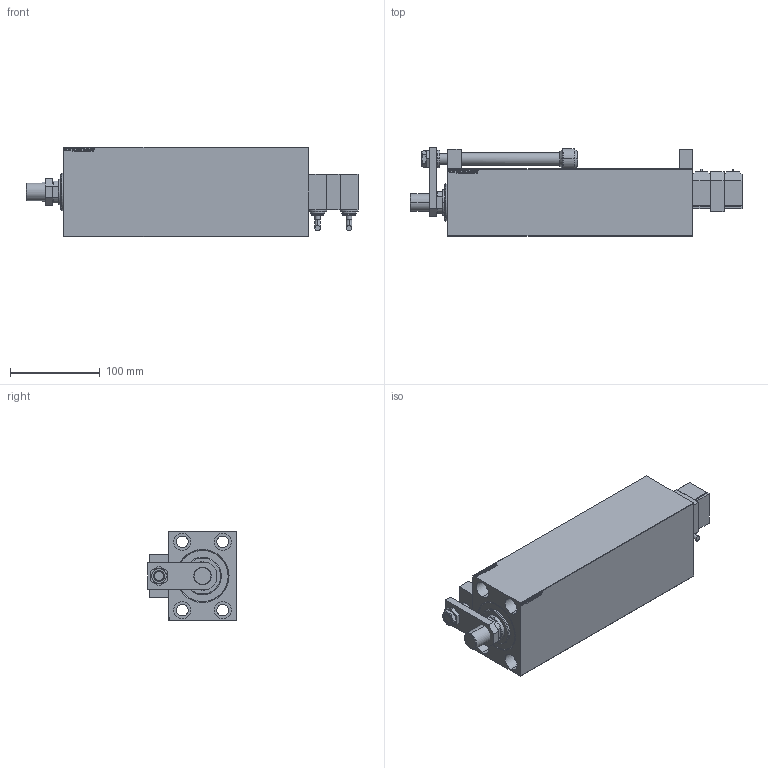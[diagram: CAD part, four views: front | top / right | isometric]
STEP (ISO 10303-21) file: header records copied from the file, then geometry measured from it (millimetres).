
FILE_DESCRIPTION (( 'STEP AP203' ), '1' );
FILE_NAME ('a0ad.STEP', '2023-07-10T04:11:20', ( '' ), ( '' ), 'SwSTEP 2.0', 'SolidWorks 2019', '' );
FILE_SCHEMA (( 'CONFIG_CONTROL_DESIGN' ));
Length unit declared in the file: millimetre
Products named in the file (14): V450CM_C_Body 0ccfa28f7fc0fd49cb3d585891e308a9; TYC_P 0ccfa28f7fc0fd49cb3d585891e308a9; SWITCH_P_FRONT_BACK 0ccfa28f7fc0fd49cb3d585891e308a9; NUT_D16 0ccfa28f7fc0fd49cb3d585891e308a9; MIDDLE 0ccfa28f7fc0fd49cb3d585891e308a9; KROUZEK_PRO_TYC 0ccfa28f7fc0fd49cb3d585891e308a9; a0ad; V450CM_C_VCP 0ccfa28f7fc0fd49cb3d585891e308a9; SWITCH P 0ccfa28f7fc0fd49cb3d585891e308a9; SWITCH DIM W_B 0ccfa28f7fc0fd49cb3d585891e308a9; V450CM_VC_B 0ccfa28f7fc0fd49cb3d585891e308a9; ZARAZKA_P 0ccfa28f7fc0fd49cb3d585891e308a9; NUT_D19_P 0ccfa28f7fc0fd49cb3d585891e308a9; V450CM_MALE_METRIC 0ccfa28f7fc0fd49cb3d585891e308a9
Assembly tree (15 placements, depth 2):
  a0ad
    V450CM_C_Body 0ccfa28f7fc0fd49cb3d585891e308a9
    V450CM_C_VCP 0ccfa28f7fc0fd49cb3d585891e308a9
    V450CM_VC_B 0ccfa28f7fc0fd49cb3d585891e308a9
    V450CM_MALE_METRIC 0ccfa28f7fc0fd49cb3d585891e308a9
    SWITCH DIM W_B 0ccfa28f7fc0fd49cb3d585891e308a9
    SWITCH P 0ccfa28f7fc0fd49cb3d585891e308a9  x2
    SWITCH_P_FRONT_BACK 0ccfa28f7fc0fd49cb3d585891e308a9  x2
    TYC_P 0ccfa28f7fc0fd49cb3d585891e308a9
    ZARAZKA_P 0ccfa28f7fc0fd49cb3d585891e308a9
    KROUZEK_PRO_TYC 0ccfa28f7fc0fd49cb3d585891e308a9
    MIDDLE 0ccfa28f7fc0fd49cb3d585891e308a9
    NUT_D16 0ccfa28f7fc0fd49cb3d585891e308a9
    NUT_D19_P 0ccfa28f7fc0fd49cb3d585891e308a9
Bounding box: 370 x 98.5 x 100 mm (x, y, z)
Volume: 1787061.6 mm3; surface area: 288230.7 mm2
Topology: 15 solids, 15 shells, 1094 faces, 2722 edges, 1788 vertices
Faces by surface type: plane 523, bspline 380, cylinder 116, cone 41, torus 34
Entity records: 49811 total; most frequent: CARTESIAN_POINT 26004, ORIENTED_EDGE 5144, DIRECTION 3407, EDGE_CURVE 2572, VERTEX_POINT 1692, LINE 1481, VECTOR 1481, EDGE_LOOP 1182
